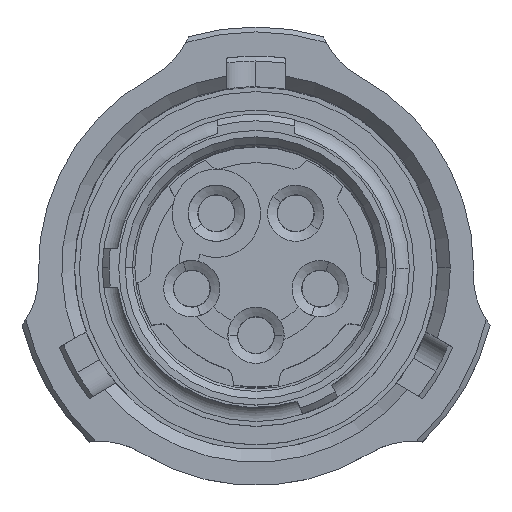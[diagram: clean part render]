
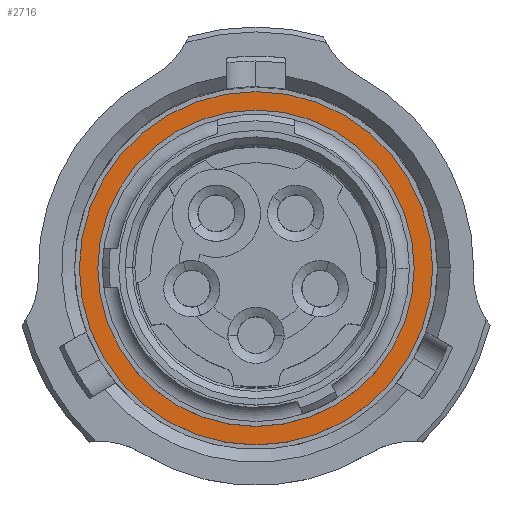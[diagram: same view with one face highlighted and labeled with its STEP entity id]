
A CAD part, top view. The second image highlights one B-rep face of the part: STEP entity #2716.
In plain terms, the highlighted planar face has unit normal (0, 0, 1).
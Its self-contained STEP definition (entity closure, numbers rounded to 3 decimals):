
#2221 = VERTEX_POINT ( 'NONE', #10430 ) ;
#2226 = VERTEX_POINT ( 'NONE', #10436 ) ;
#2232 = EDGE_CURVE ( 'NONE', #2221, #2226, #10437, .T. ) ;
#2284 = VERTEX_POINT ( 'NONE', #10709 ) ;
#2320 = VERTEX_POINT ( 'NONE', #10820 ) ;
#2349 = EDGE_CURVE ( 'NONE', #2320, #2284, #10887, .T. ) ;
#2646 = EDGE_LOOP ( 'NONE', ( #2708, #2767 ) ) ;
#2708 = ORIENTED_EDGE ( 'NONE', *, *, #2232, .F. ) ;
#2712 = EDGE_CURVE ( 'NONE', #2284, #2320, #12171, .T. ) ;
#2716 = ADVANCED_FACE ( 'NONE', ( #12212, #12204 ), #12208, .F. ) ;
#2717 = ORIENTED_EDGE ( 'NONE', *, *, #2712, .T. ) ;
#2724 = EDGE_CURVE ( 'NONE', #2226, #2221, #12259, .T. ) ;
#2767 = ORIENTED_EDGE ( 'NONE', *, *, #2724, .F. ) ;
#2768 = EDGE_LOOP ( 'NONE', ( #2769, #2717 ) ) ;
#2769 = ORIENTED_EDGE ( 'NONE', *, *, #2349, .T. ) ;
#10430 = CARTESIAN_POINT ( 'NONE',  ( 4.925, 0., -9.15 ) ) ;
#10436 = CARTESIAN_POINT ( 'NONE',  ( -4.925, 0., -9.15 ) ) ;
#10437 = CIRCLE ( 'NONE', #10470, 4.925 ) ;
#10470 = AXIS2_PLACEMENT_3D ( 'NONE', #10509, #10504, #10503 ) ;
#10503 = DIRECTION ( 'NONE',  ( 1., 0., 0. ) ) ;
#10504 = DIRECTION ( 'NONE',  ( 0., 0., 1. ) ) ;
#10509 = CARTESIAN_POINT ( 'NONE',  ( 0., 0., -9.15 ) ) ;
#10709 = CARTESIAN_POINT ( 'NONE',  ( -5.5, 0., -9.15 ) ) ;
#10820 = CARTESIAN_POINT ( 'NONE',  ( 5.5, 0., -9.15 ) ) ;
#10882 = CARTESIAN_POINT ( 'NONE',  ( 0., 0., -9.15 ) ) ;
#10884 = AXIS2_PLACEMENT_3D ( 'NONE', #10882, #10929, #10928 ) ;
#10887 = CIRCLE ( 'NONE', #10884, 5.5 ) ;
#10928 = DIRECTION ( 'NONE',  ( 1., 0., 0. ) ) ;
#10929 = DIRECTION ( 'NONE',  ( 0., 0., 1. ) ) ;
#12171 = CIRCLE ( 'NONE', #12177, 5.5 ) ;
#12177 = AXIS2_PLACEMENT_3D ( 'NONE', #12200, #12199, #12198 ) ;
#12198 = DIRECTION ( 'NONE',  ( 1., 0., 0. ) ) ;
#12199 = DIRECTION ( 'NONE',  ( 0., 0., 1. ) ) ;
#12200 = CARTESIAN_POINT ( 'NONE',  ( 0., 0., -9.15 ) ) ;
#12204 = FACE_OUTER_BOUND ( 'NONE', #2768, .T. ) ;
#12208 = PLANE ( 'NONE',  #12213 ) ;
#12212 = FACE_BOUND ( 'NONE', #2646, .T. ) ;
#12213 = AXIS2_PLACEMENT_3D ( 'NONE', #12234, #12233, #12232 ) ;
#12232 = DIRECTION ( 'NONE',  ( -1., 0., 0. ) ) ;
#12233 = DIRECTION ( 'NONE',  ( 0., 0., -1. ) ) ;
#12234 = CARTESIAN_POINT ( 'NONE',  ( 0., 4.925, -9.15 ) ) ;
#12256 = DIRECTION ( 'NONE',  ( 1., 0., 0. ) ) ;
#12257 = DIRECTION ( 'NONE',  ( 0., 0., 1. ) ) ;
#12258 = AXIS2_PLACEMENT_3D ( 'NONE', #12268, #12257, #12256 ) ;
#12259 = CIRCLE ( 'NONE', #12258, 4.925 ) ;
#12268 = CARTESIAN_POINT ( 'NONE',  ( 0., 0., -9.15 ) ) ;
